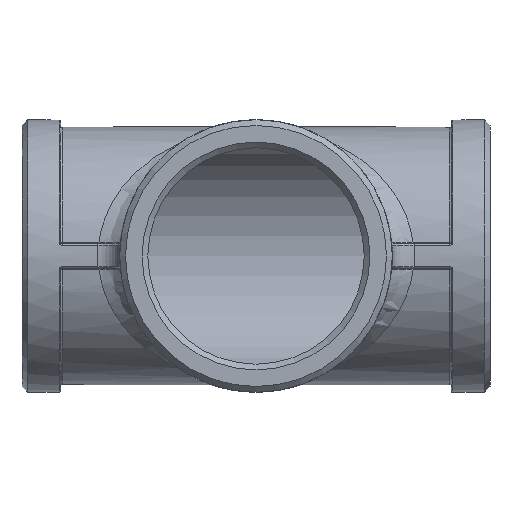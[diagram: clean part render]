
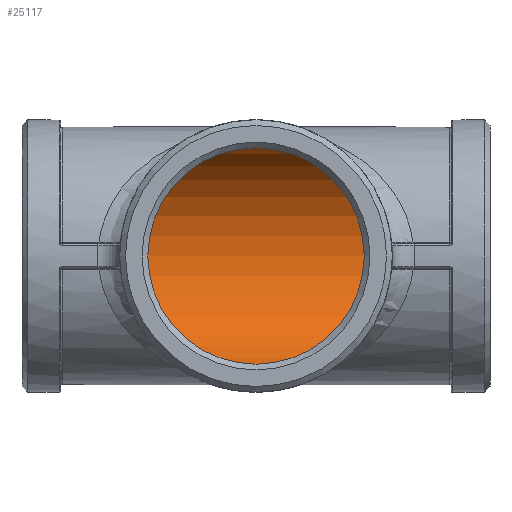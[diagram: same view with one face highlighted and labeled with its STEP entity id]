
A CAD part, front view. The second image highlights one B-rep face of the part: STEP entity #25117.
In plain terms, the highlighted cylindrical face has radius 24.35 mm (diameter 48.7 mm), a full revolution.
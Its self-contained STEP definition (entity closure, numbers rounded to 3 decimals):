
#2560 = AXIS2_PLACEMENT_3D ( 'NONE', #5357, #5666, #5687 ) ;
#3028 = AXIS2_PLACEMENT_3D ( 'NONE', #5468, #5464, #5472 ) ;
#4800 = CARTESIAN_POINT ( 'NONE',  ( 0., 0., 24.35 ) ) ;
#4801 = CARTESIAN_POINT ( 'NONE',  ( -48.7, -48.7, 24.35 ) ) ;
#4802 = CARTESIAN_POINT ( 'NONE',  ( -48.7, -48.7, -24.35 ) ) ;
#5167 = CARTESIAN_POINT ( 'NONE',  ( 0., 0., -24.35 ) ) ;
#5357 = CARTESIAN_POINT ( 'NONE',  ( 32.54, 0., 0. ) ) ;
#5464 = DIRECTION ( 'NONE',  ( 1., 0., 0. ) ) ;
#5468 = CARTESIAN_POINT ( 'NONE',  ( -32.54, 0., 0. ) ) ;
#5472 = DIRECTION ( 'NONE',  ( 0., 0., -1. ) ) ;
#5666 = DIRECTION ( 'NONE',  ( 1., 0., 0. ) ) ;
#5687 = DIRECTION ( 'NONE',  ( 0., 0., -1. ) ) ;
#7068 = CARTESIAN_POINT ( 'NONE',  ( 0., 0., -24.35 ) ) ;
#7069 = CARTESIAN_POINT ( 'NONE',  ( 48.7, -48.7, -24.35 ) ) ;
#7070 = CARTESIAN_POINT ( 'NONE',  ( 48.7, -48.7, 24.35 ) ) ;
#7071 = CARTESIAN_POINT ( 'NONE',  ( 0., 0., 24.35 ) ) ;
#8998 = CARTESIAN_POINT ( 'NONE',  ( 0., 0., -24.35 ) ) ;
#9192 = CARTESIAN_POINT ( 'NONE',  ( 0., 0., 24.35 ) ) ;
#12643 = VERTEX_POINT ( 'NONE', #8998 ) ;
#12650 = VERTEX_POINT ( 'NONE', #9192 ) ;
#13537 = ORIENTED_EDGE ( 'NONE', *, *, #25548, .T. ) ;
#13539 = ORIENTED_EDGE ( 'NONE', *, *, #25385, .T. ) ;
#13541 = ORIENTED_EDGE ( 'NONE', *, *, #25395, .F. ) ;
#13579 = ORIENTED_EDGE ( 'NONE', *, *, #25389, .T. ) ;
#21433 = CARTESIAN_POINT ( 'NONE',  ( 32.54, 0., -24.35 ) ) ;
#21435 = CARTESIAN_POINT ( 'NONE',  ( -32.54, 0., -24.35 ) ) ;
#22037 = VERTEX_POINT ( 'NONE', #21435 ) ;
#22039 = VERTEX_POINT ( 'NONE', #21433 ) ;
#22150 = CIRCLE ( 'NONE', #2560, 24.35 ) ;
#22783 =( BOUNDED_CURVE ( )  B_SPLINE_CURVE ( 3, ( #7068, #7069, #7070, #7071 ),
 .UNSPECIFIED., .F., .F. ) 
 B_SPLINE_CURVE_WITH_KNOTS ( ( 4, 4 ),
 ( 4.712, 7.854 ),
 .UNSPECIFIED. ) 
 CURVE ( )  GEOMETRIC_REPRESENTATION_ITEM ( )  RATIONAL_B_SPLINE_CURVE ( ( 1., 0.333, 0.333, 1. ) ) 
 REPRESENTATION_ITEM ( '' )  );
#22797 =( BOUNDED_CURVE ( )  B_SPLINE_CURVE ( 3, ( #4800, #4801, #4802, #5167 ),
 .UNSPECIFIED., .F., .F. ) 
 B_SPLINE_CURVE_WITH_KNOTS ( ( 4, 4 ),
 ( 1.571, 4.712 ),
 .UNSPECIFIED. ) 
 CURVE ( )  GEOMETRIC_REPRESENTATION_ITEM ( )  RATIONAL_B_SPLINE_CURVE ( ( 1., 0.333, 0.333, 1. ) ) 
 REPRESENTATION_ITEM ( '' )  );
#25018 = EDGE_LOOP ( 'NONE', ( #13537, #13539 ) ) ;
#25019 = EDGE_LOOP ( 'NONE', ( #13541 ) ) ;
#25020 = EDGE_LOOP ( 'NONE', ( #13579 ) ) ;
#25117 = ADVANCED_FACE ( 'NONE', ( #25242, #25243, #25244 ), #25249, .F. ) ;
#25242 = FACE_BOUND ( 'NONE', #25018, .T. ) ;
#25243 = FACE_OUTER_BOUND ( 'NONE', #25019, .T. ) ;
#25244 = FACE_OUTER_BOUND ( 'NONE', #25020, .T. ) ;
#25249 = CYLINDRICAL_SURFACE ( 'NONE', #26739, 24.35 ) ;
#25385 = EDGE_CURVE ( 'NONE', #12650, #12643, #22797, .T. ) ;
#25389 = EDGE_CURVE ( 'NONE', #22039, #22039, #22150, .T. ) ;
#25395 = EDGE_CURVE ( 'NONE', #22037, #22037, #27923, .T. ) ;
#25548 = EDGE_CURVE ( 'NONE', #12643, #12650, #22783, .T. ) ;
#26425 = CARTESIAN_POINT ( 'NONE',  ( 0., 0., 0. ) ) ;
#26426 = DIRECTION ( 'NONE',  ( 1., 0., 0. ) ) ;
#26427 = DIRECTION ( 'NONE',  ( 0., 1., 0. ) ) ;
#26739 = AXIS2_PLACEMENT_3D ( 'NONE', #26425, #26426, #26427 ) ;
#27923 = CIRCLE ( 'NONE', #3028, 24.35 ) ;
